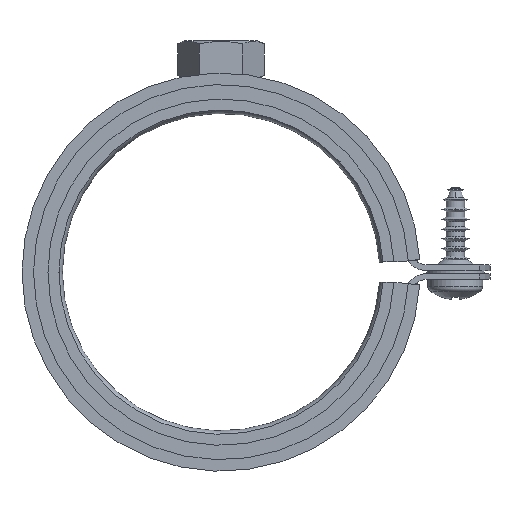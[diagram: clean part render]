
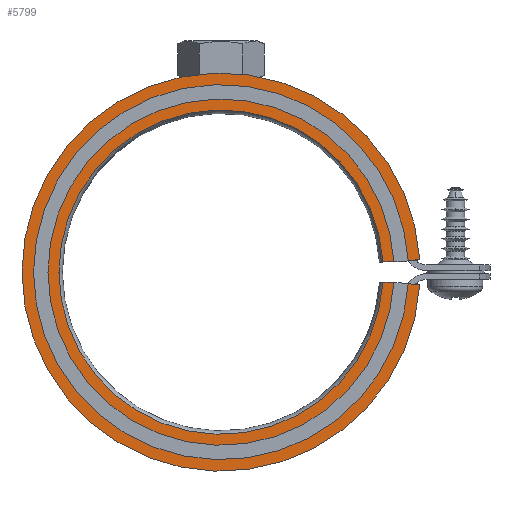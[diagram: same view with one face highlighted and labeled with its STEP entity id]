
A CAD part, front view. The second image highlights one B-rep face of the part: STEP entity #5799.
In plain terms, the highlighted face is planar.
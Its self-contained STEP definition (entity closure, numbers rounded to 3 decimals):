
#4650=CARTESIAN_POINT('',(132.86,128.638,9.0));
#4651=VERTEX_POINT('',#4650);
#4658=CARTESIAN_POINT('',(189.005,126.881,9.0));
#4659=VERTEX_POINT('',#4658);
#4660=CARTESIAN_POINT('',(160.96,128.638,9.0));
#4661=DIRECTION('',(0.0,0.0,1.0));
#4662=DIRECTION('',(1.0,0.0,0.0));
#4663=AXIS2_PLACEMENT_3D('',#4660,#4661,#4662);
#4664=CIRCLE('',#4663,28.1);
#4665=EDGE_CURVE('',#4651,#4659,#4664,.T.);
#4690=CARTESIAN_POINT('',(126.46,128.638,9.0));
#4691=VERTEX_POINT('',#4690);
#4700=CARTESIAN_POINT('',(195.392,130.794,9.0));
#4701=VERTEX_POINT('',#4700);
#4702=CARTESIAN_POINT('',(160.96,128.638,9.0));
#4703=DIRECTION('',(0.0,0.0,1.0));
#4704=DIRECTION('',(1.0,0.0,0.0));
#4705=AXIS2_PLACEMENT_3D('',#4702,#4703,#4704);
#4706=CIRCLE('',#4705,34.5);
#4707=EDGE_CURVE('',#4701,#4691,#4706,.T.);
#5750=CARTESIAN_POINT('',(195.392,126.481,9.0));
#5751=VERTEX_POINT('',#5750);
#5758=CARTESIAN_POINT('',(160.96,128.638,9.0));
#5759=DIRECTION('',(0.0,0.0,1.0));
#5760=DIRECTION('',(1.0,0.0,0.0));
#5761=AXIS2_PLACEMENT_3D('',#5758,#5759,#5760);
#5762=CIRCLE('',#5761,34.5);
#5763=EDGE_CURVE('',#4691,#5751,#5762,.T.);
#5768=CARTESIAN_POINT('',(192.198,130.594,9.0));
#5769=DIRECTION('',(0.0,0.0,1.0));
#5770=DIRECTION('',(1.0,0.0,0.0));
#5771=AXIS2_PLACEMENT_3D('',#5768,#5769,#5770);
#5772=PLANE('',#5771);
#5773=CARTESIAN_POINT('',(195.392,126.481,9.0));
#5774=DIRECTION('',(-0.998,0.062,0.0));
#5775=VECTOR('',#5774,6.4);
#5776=LINE('',#5773,#5775);
#5777=EDGE_CURVE('',#5751,#4659,#5776,.T.);
#5778=ORIENTED_EDGE('',*,*,#5777,.T.);
#5779=ORIENTED_EDGE('',*,*,#4665,.F.);
#5780=CARTESIAN_POINT('',(189.005,130.394,9.0));
#5781=VERTEX_POINT('',#5780);
#5782=CARTESIAN_POINT('',(160.96,128.638,9.0));
#5783=DIRECTION('',(0.0,0.0,1.0));
#5784=DIRECTION('',(1.0,0.0,0.0));
#5785=AXIS2_PLACEMENT_3D('',#5782,#5783,#5784);
#5786=CIRCLE('',#5785,28.1);
#5787=EDGE_CURVE('',#5781,#4651,#5786,.T.);
#5788=ORIENTED_EDGE('',*,*,#5787,.F.);
#5789=CARTESIAN_POINT('',(195.392,130.794,9.0));
#5790=DIRECTION('',(-0.998,-0.063,0.0));
#5791=VECTOR('',#5790,6.4);
#5792=LINE('',#5789,#5791);
#5793=EDGE_CURVE('',#4701,#5781,#5792,.T.);
#5794=ORIENTED_EDGE('',*,*,#5793,.F.);
#5795=ORIENTED_EDGE('',*,*,#4707,.T.);
#5796=ORIENTED_EDGE('',*,*,#5763,.T.);
#5797=EDGE_LOOP('',(#5778,#5779,#5788,#5794,#5795,#5796));
#5798=FACE_OUTER_BOUND('',#5797,.T.);
#5799=ADVANCED_FACE('',(#5798),#5772,.T.);
